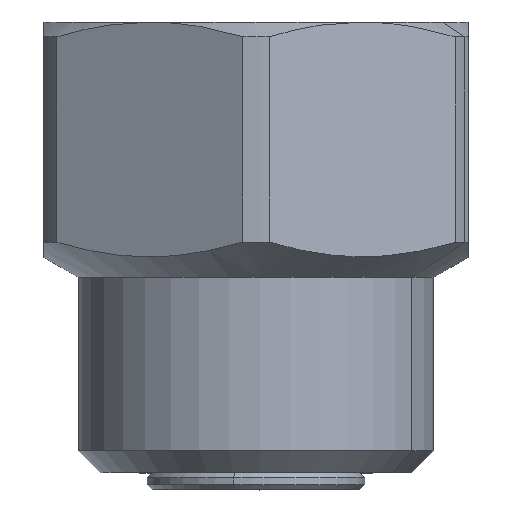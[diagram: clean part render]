
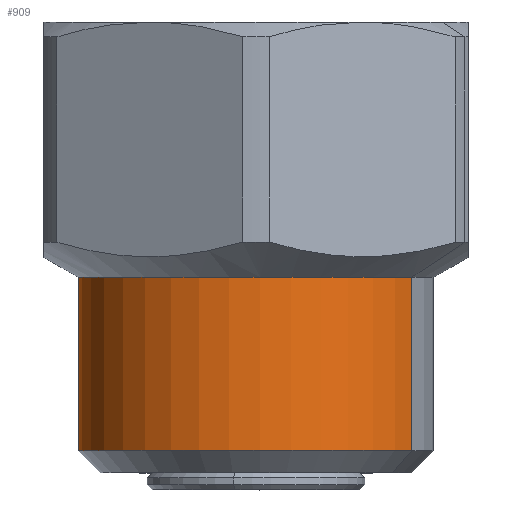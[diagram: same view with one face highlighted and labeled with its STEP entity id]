
A CAD part, top view. The second image highlights one B-rep face of the part: STEP entity #909.
In plain terms, the highlighted cylindrical face has radius 10.45 mm (diameter 20.9 mm), a partial arc.
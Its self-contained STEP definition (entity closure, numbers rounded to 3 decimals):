
#833=CARTESIAN_POINT('Vertex',(-9.171,-11.95,-5.01)) ;
#840=CARTESIAN_POINT('Vertex',(9.171,-11.95,5.01)) ;
#855=CARTESIAN_POINT('Axis2P3D Location',(0.,-11.95,0.)) ;
#867=CARTESIAN_POINT('Axis2P3D Location',(0.,0.,0.)) ;
#872=CARTESIAN_POINT('Line Origine',(-9.171,-6.85,-5.01)) ;
#876=CARTESIAN_POINT('Vertex',(-9.171,-1.75,-5.01)) ;
#883=CARTESIAN_POINT('Vertex',(9.171,-1.75,5.01)) ;
#886=CARTESIAN_POINT('Line Origine',(9.171,-6.85,5.01)) ;
#898=CARTESIAN_POINT('Axis2P3D Location',(0.,-1.75,0.)) ;
#856=DIRECTION('Axis2P3D Direction',(0.,1.,-0.)) ;
#868=DIRECTION('Axis2P3D Direction',(0.,-1.,0.)) ;
#869=DIRECTION('Axis2P3D XDirection',(0.878,0.,0.479)) ;
#873=DIRECTION('Vector Direction',(0.,-1.,0.)) ;
#887=DIRECTION('Vector Direction',(0.,-1.,0.)) ;
#899=DIRECTION('Axis2P3D Direction',(0.,-1.,0.)) ;
#857=AXIS2_PLACEMENT_3D('Circle Axis2P3D',#855,#856,$) ;
#870=AXIS2_PLACEMENT_3D('Cylinder Axis2P3D',#867,#868,#869) ;
#900=AXIS2_PLACEMENT_3D('Circle Axis2P3D',#898,#899,$) ;
#904=ORIENTED_EDGE('',*,*,#859,.F.) ;
#905=ORIENTED_EDGE('',*,*,#890,.T.) ;
#906=ORIENTED_EDGE('',*,*,#902,.T.) ;
#907=ORIENTED_EDGE('',*,*,#878,.F.) ;
#874=VECTOR('Line Direction',#873,1.) ;
#888=VECTOR('Line Direction',#887,1.) ;
#909=ADVANCED_FACE('PartBody',(#908),#871,.T.) ;
#858=CIRCLE('generated circle',#857,10.45) ;
#901=CIRCLE('generated circle',#900,10.45) ;
#871=CYLINDRICAL_SURFACE('generated cylinder',#870,10.45) ;
#859=EDGE_CURVE('',#841,#834,#858,.F.) ;
#878=EDGE_CURVE('',#834,#877,#875,.F.) ;
#890=EDGE_CURVE('',#841,#884,#889,.F.) ;
#902=EDGE_CURVE('',#884,#877,#901,.T.) ;
#903=EDGE_LOOP('',(#904,#905,#906,#907)) ;
#908=FACE_OUTER_BOUND('',#903,.T.) ;
#875=LINE('Line',#872,#874) ;
#889=LINE('Line',#886,#888) ;
#834=VERTEX_POINT('',#833) ;
#841=VERTEX_POINT('',#840) ;
#877=VERTEX_POINT('',#876) ;
#884=VERTEX_POINT('',#883) ;
